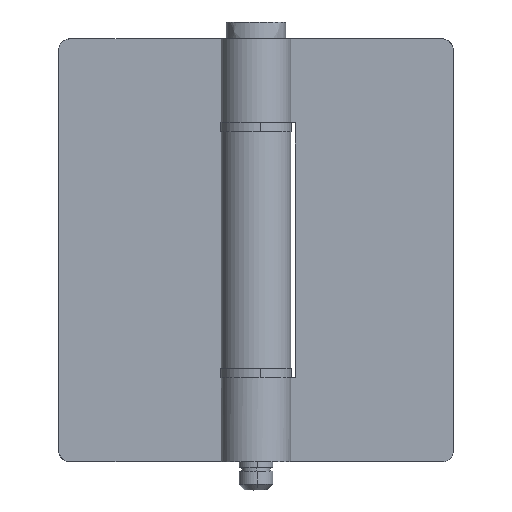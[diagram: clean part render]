
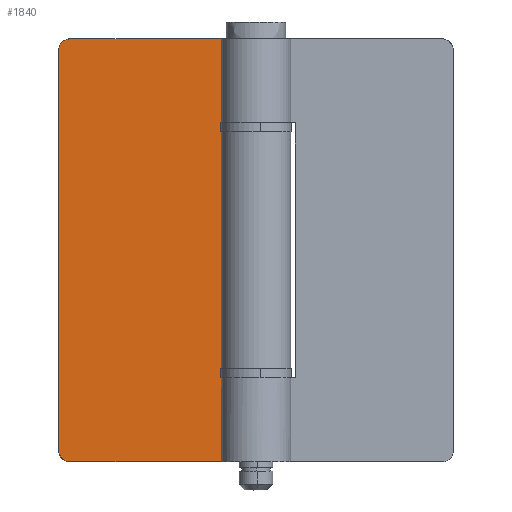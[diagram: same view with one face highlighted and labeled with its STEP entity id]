
A CAD part, front view. The second image highlights one B-rep face of the part: STEP entity #1840.
In plain terms, the highlighted free-form (B-spline) face has degree [1, 1] with [2, 2] control points.
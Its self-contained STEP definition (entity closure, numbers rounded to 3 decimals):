
#1455=CARTESIAN_POINT('',(-35.0,3.0,2.0));
#1456=VERTEX_POINT('',#1455);
#1457=CARTESIAN_POINT('',(-33.0,3.0,0.0));
#1458=VERTEX_POINT('',#1457);
#1459=CARTESIAN_POINT('',(-35.0,3.0,2.0));
#1460=CARTESIAN_POINT('',(-35.,3.0,0.0));
#1461=CARTESIAN_POINT('',(-33.0,3.0,0.0));
#1469=(BOUNDED_CURVE()B_SPLINE_CURVE(2,(#1459,#1460,#1461),.UNSPECIFIED.,.F.,.U.)CURVE()GEOMETRIC_REPRESENTATION_ITEM()QUASI_UNIFORM_CURVE()RATIONAL_B_SPLINE_CURVE((1.0,0.707,1.0))REPRESENTATION_ITEM(''));
#1470=EDGE_CURVE('',#1456,#1458,#1469,.T.);
#1516=CARTESIAN_POINT('',(-33.0,3.0,75.));
#1517=VERTEX_POINT('',#1516);
#1518=CARTESIAN_POINT('',(-35.0,3.0,73.));
#1519=VERTEX_POINT('',#1518);
#1520=CARTESIAN_POINT('',(-33.0,3.0,75.));
#1521=CARTESIAN_POINT('',(-35.,3.0,75.));
#1522=CARTESIAN_POINT('',(-35.0,3.0,73.));
#1530=(BOUNDED_CURVE()B_SPLINE_CURVE(2,(#1520,#1521,#1522),.UNSPECIFIED.,.F.,.U.)CURVE()GEOMETRIC_REPRESENTATION_ITEM()QUASI_UNIFORM_CURVE()RATIONAL_B_SPLINE_CURVE((1.0,0.707,1.0))REPRESENTATION_ITEM(''));
#1531=EDGE_CURVE('',#1517,#1519,#1530,.T.);
#1598=CARTESIAN_POINT('',(-6.0,3.0,58.5));
#1599=VERTEX_POINT('',#1598);
#1605=CARTESIAN_POINT('',(0.,3.0,58.5));
#1606=VERTEX_POINT('',#1605);
#1607=CARTESIAN_POINT('',(0.,3.0,58.5));
#1608=CARTESIAN_POINT('',(-6.0,3.0,58.5));
#1609=QUASI_UNIFORM_CURVE('',1,(#1607,#1608),.UNSPECIFIED.,.F.,.U.);
#1610=EDGE_CURVE('',#1606,#1599,#1609,.T.);
#1646=CARTESIAN_POINT('',(-6.0,3.0,75.));
#1647=VERTEX_POINT('',#1646);
#1648=CARTESIAN_POINT('',(-6.0,3.0,75.));
#1649=CARTESIAN_POINT('',(-6.0,3.0,58.5));
#1650=QUASI_UNIFORM_CURVE('',1,(#1648,#1649),.UNSPECIFIED.,.F.,.U.);
#1651=EDGE_CURVE('',#1647,#1599,#1650,.T.);
#1683=CARTESIAN_POINT('',(0.,3.0,16.5));
#1684=VERTEX_POINT('',#1683);
#1704=CARTESIAN_POINT('',(-6.0,3.0,16.5));
#1705=VERTEX_POINT('',#1704);
#1706=CARTESIAN_POINT('',(-6.0,3.0,16.5));
#1707=CARTESIAN_POINT('',(0.,3.0,16.5));
#1708=QUASI_UNIFORM_CURVE('',1,(#1706,#1707),.UNSPECIFIED.,.F.,.U.);
#1709=EDGE_CURVE('',#1705,#1684,#1708,.T.);
#1752=CARTESIAN_POINT('',(-6.0,3.0,0.0));
#1753=VERTEX_POINT('',#1752);
#1754=CARTESIAN_POINT('',(-6.0,3.0,16.5));
#1755=CARTESIAN_POINT('',(-6.0,3.0,0.0));
#1756=QUASI_UNIFORM_CURVE('',1,(#1754,#1755),.UNSPECIFIED.,.F.,.U.);
#1757=EDGE_CURVE('',#1705,#1753,#1756,.T.);
#1780=CARTESIAN_POINT('',(-6.0,3.0,0.0));
#1781=CARTESIAN_POINT('',(-33.0,3.0,0.0));
#1782=QUASI_UNIFORM_CURVE('',1,(#1780,#1781),.UNSPECIFIED.,.F.,.U.);
#1783=EDGE_CURVE('',#1753,#1458,#1782,.T.);
#1806=CARTESIAN_POINT('',(-6.0,3.0,75.));
#1807=CARTESIAN_POINT('',(-33.0,3.0,75.));
#1808=QUASI_UNIFORM_CURVE('',1,(#1806,#1807),.UNSPECIFIED.,.F.,.U.);
#1809=EDGE_CURVE('',#1647,#1517,#1808,.T.);
#1815=CARTESIAN_POINT('',(-36.748,3.0,78.746));
#1816=CARTESIAN_POINT('',(-36.748,3.0,-3.746));
#1817=CARTESIAN_POINT('',(1.748,3.0,78.746));
#1818=CARTESIAN_POINT('',(1.748,3.0,-3.746));
#1819=B_SPLINE_SURFACE_WITH_KNOTS('',1,1,((#1815,#1817),(#1816,#1818)),.UNSPECIFIED.,.F.,.F.,.U.,(2,2),(2,2),(0.0,82.492),(0.0,38.497),.UNSPECIFIED.);
#1820=ORIENTED_EDGE('',*,*,#1809,.T.);
#1821=ORIENTED_EDGE('',*,*,#1531,.T.);
#1822=CARTESIAN_POINT('',(-35.0,3.0,73.));
#1823=CARTESIAN_POINT('',(-35.0,3.0,2.0));
#1824=QUASI_UNIFORM_CURVE('',1,(#1822,#1823),.UNSPECIFIED.,.F.,.U.);
#1825=EDGE_CURVE('',#1519,#1456,#1824,.T.);
#1826=ORIENTED_EDGE('',*,*,#1825,.T.);
#1827=ORIENTED_EDGE('',*,*,#1470,.T.);
#1828=ORIENTED_EDGE('',*,*,#1783,.F.);
#1829=ORIENTED_EDGE('',*,*,#1757,.F.);
#1830=ORIENTED_EDGE('',*,*,#1709,.T.);
#1831=CARTESIAN_POINT('',(0.,3.0,58.5));
#1832=CARTESIAN_POINT('',(0.,3.0,16.5));
#1833=QUASI_UNIFORM_CURVE('',1,(#1831,#1832),.UNSPECIFIED.,.F.,.U.);
#1834=EDGE_CURVE('',#1606,#1684,#1833,.T.);
#1835=ORIENTED_EDGE('',*,*,#1834,.F.);
#1836=ORIENTED_EDGE('',*,*,#1610,.T.);
#1837=ORIENTED_EDGE('',*,*,#1651,.F.);
#1838=EDGE_LOOP('',(#1820,#1821,#1826,#1827,#1828,#1829,#1830,#1835,#1836,#1837));
#1839=FACE_OUTER_BOUND('',#1838,.T.);
#1840=ADVANCED_FACE('',(#1839),#1819,.T.);
